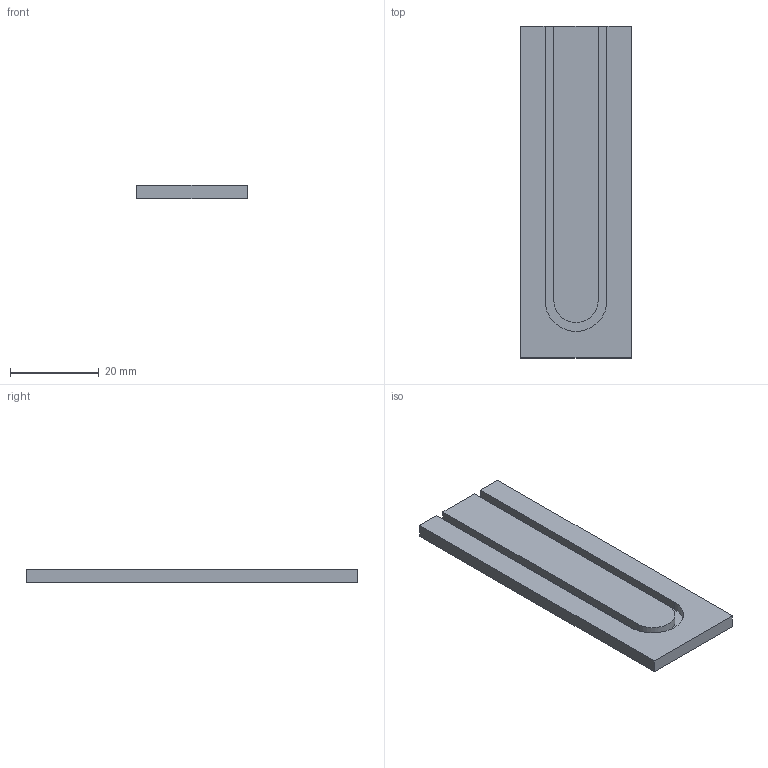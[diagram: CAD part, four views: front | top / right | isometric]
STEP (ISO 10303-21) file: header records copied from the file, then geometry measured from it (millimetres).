
FILE_DESCRIPTION(/* description */ (''),/* implementation_level */ '2;1');
FILE_NAME(/* name */ 'frezovane_sklicko_celek v2.step',/* time_stamp */ '2022-02-21T16:19:46+01:00',/* author */ (''),/* organization */ (''),/* preprocessor_version */ 'ST-DEVELOPER v18.1',/* originating_system */ 'Autodesk Translation Framework v10.13.0.1454',/* authorisation */ '');
FILE_SCHEMA (('AUTOMOTIVE_DESIGN { 1 0 10303 214 3 1 1 }'));
Length unit declared in the file: millimetre
Products named in the file (4): frezovane_sklicko_celek; Untitled v1; Víko; Vlozka
Assembly tree (3 placements, depth 2):
  frezovane_sklicko_celek
    Untitled v1
    Víko
    Vlozka
Bounding box: 25 x 75 x 3 mm (x, y, z)
Volume: 5053.6 mm3; surface area: 4913.4 mm2
Topology: 1 solids, 1 shells, 14 faces, 36 edges, 24 vertices
Faces by surface type: plane 12, cylinder 2
Entity records: 546 total; most frequent: DIRECTION 82, CARTESIAN_POINT 81, ORIENTED_EDGE 72, EDGE_CURVE 36, LINE 32, VECTOR 32, AXIS2_PLACEMENT_3D 25, VERTEX_POINT 24
